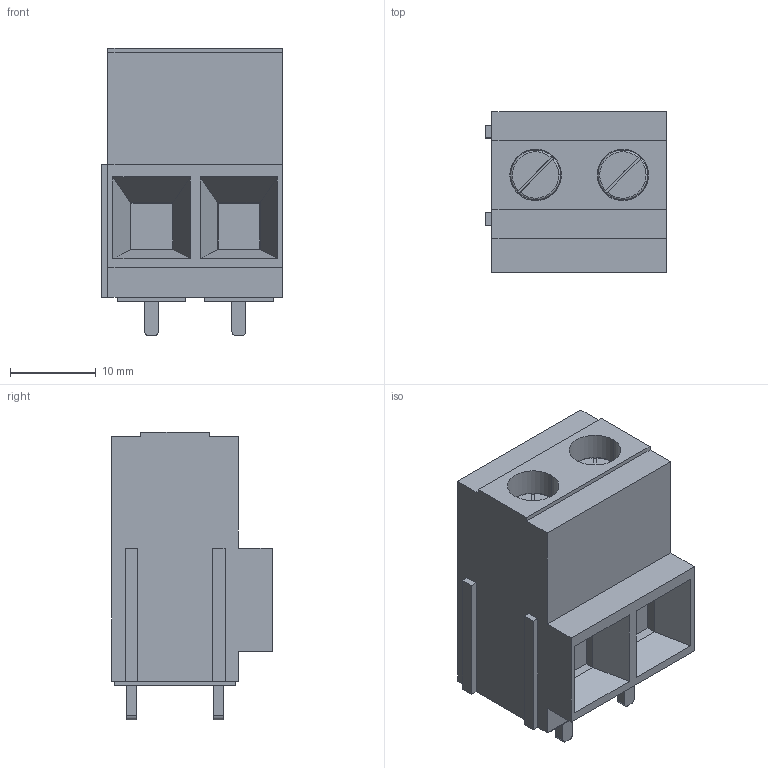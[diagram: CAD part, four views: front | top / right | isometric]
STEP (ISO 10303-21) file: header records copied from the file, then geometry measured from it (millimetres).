
FILE_DESCRIPTION (( 'STEP AP214' ), '1' );
FILE_NAME ('CONN-TH_DG135T-10.16-02P-14-00A.step', '2022-08-05T11:28:41', ( '' ), ( '' ), 'SwSTEP 2.0', 'SolidWorks 2020', '' );
FILE_SCHEMA (( 'AUTOMOTIVE_DESIGN' ));
Length unit declared in the file: millimetre
Products named in the file (1): CONN-TH_DG135T-10.16-02P-14-00A
Bounding box: 21.07 x 18.7 x 33.5 mm (x, y, z)
Volume: 8986 mm3; surface area: 3712.2 mm2
Topology: 14 solids, 14 shells, 370 faces, 999 edges, 680 vertices
Faces by surface type: plane 250, bspline 98, cylinder 16, torus 6
Entity records: 15625 total; most frequent: CARTESIAN_POINT 3592, ORIENTED_EDGE 1998, DIRECTION 1371, EDGE_CURVE 999, VECTOR 729, LINE 729, VERTEX_POINT 680, EDGE_LOOP 405
